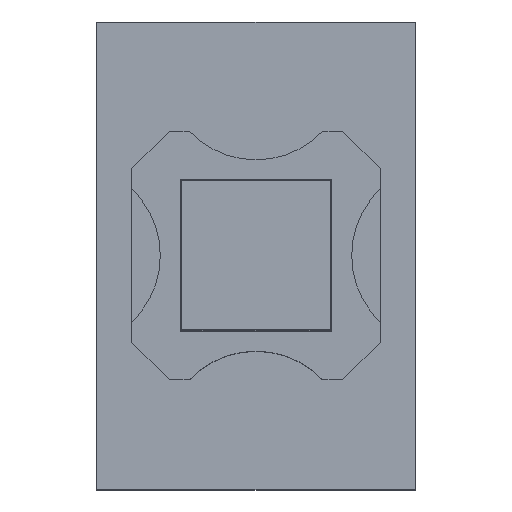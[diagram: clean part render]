
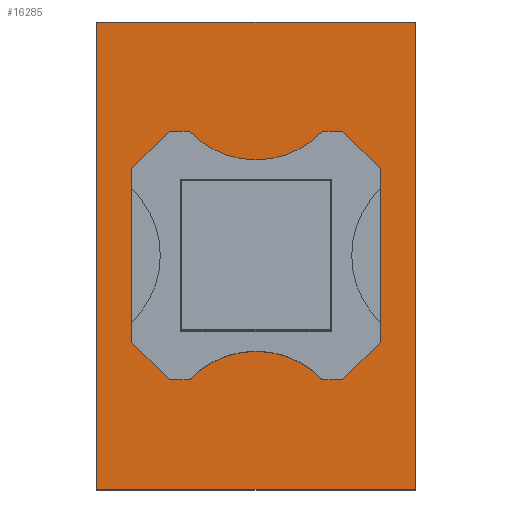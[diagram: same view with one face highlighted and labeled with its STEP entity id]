
A CAD part, top view. The second image highlights one B-rep face of the part: STEP entity #16285.
In plain terms, the highlighted planar face has unit normal (0, 0, 1).
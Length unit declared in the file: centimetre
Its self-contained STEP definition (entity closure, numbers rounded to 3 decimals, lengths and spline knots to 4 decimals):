
#183=FACE_BOUND('',#2029,.T.);
#500=CIRCLE('',#17079,0.371);
#501=CIRCLE('',#17081,0.371);
#1136=FACE_OUTER_BOUND('',#2028,.T.);
#2028=EDGE_LOOP('',(#12711,#12712,#12713,#12714));
#2029=EDGE_LOOP('',(#12715,#12716,#12717,#12718,#12719,#12720,#12721,#12722,
#12723,#12724,#12725,#12726));
#3344=LINE('',#26154,#5316);
#3395=LINE('',#26275,#5367);
#3397=LINE('',#26279,#5369);
#3400=LINE('',#26284,#5372);
#3404=LINE('',#26293,#5376);
#3406=LINE('',#26296,#5378);
#3408=LINE('',#26300,#5380);
#3410=LINE('',#26304,#5382);
#3411=LINE('',#26306,#5383);
#3413=LINE('',#26310,#5385);
#3414=LINE('',#26312,#5386);
#3415=LINE('',#26315,#5387);
#3416=LINE('',#26317,#5388);
#3417=LINE('',#26318,#5389);
#5316=VECTOR('',#19176,1.);
#5367=VECTOR('',#19281,1.);
#5369=VECTOR('',#19285,1.);
#5372=VECTOR('',#19290,1.);
#5376=VECTOR('',#19300,1.);
#5378=VECTOR('',#19304,1.);
#5380=VECTOR('',#19308,1.);
#5382=VECTOR('',#19312,1.);
#5383=VECTOR('',#19315,1.);
#5385=VECTOR('',#19319,1.);
#5386=VECTOR('',#19322,1.);
#5387=VECTOR('',#19325,1.);
#5388=VECTOR('',#19326,1.);
#5389=VECTOR('',#19327,1.);
#7212=VERTEX_POINT('',#26151);
#7213=VERTEX_POINT('',#26153);
#7252=VERTEX_POINT('',#26262);
#7253=VERTEX_POINT('',#26263);
#7254=VERTEX_POINT('',#26268);
#7255=VERTEX_POINT('',#26269);
#7256=VERTEX_POINT('',#26274);
#7257=VERTEX_POINT('',#26278);
#7258=VERTEX_POINT('',#26282);
#7259=VERTEX_POINT('',#26290);
#7260=VERTEX_POINT('',#26292);
#7261=VERTEX_POINT('',#26298);
#7262=VERTEX_POINT('',#26302);
#7263=VERTEX_POINT('',#26308);
#7264=VERTEX_POINT('',#26314);
#7265=VERTEX_POINT('',#26316);
#9134=EDGE_CURVE('',#7212,#7213,#3344,.T.);
#9187=EDGE_CURVE('',#7252,#7253,#500,.T.);
#9190=EDGE_CURVE('',#7254,#7255,#501,.T.);
#9193=EDGE_CURVE('',#7256,#7253,#3395,.T.);
#9195=EDGE_CURVE('',#7257,#7255,#3397,.T.);
#9198=EDGE_CURVE('',#7254,#7258,#3400,.T.);
#9202=EDGE_CURVE('',#7260,#7259,#3404,.T.);
#9204=EDGE_CURVE('',#7259,#7257,#3406,.T.);
#9206=EDGE_CURVE('',#7258,#7261,#3408,.T.);
#9208=EDGE_CURVE('',#7261,#7262,#3410,.T.);
#9209=EDGE_CURVE('',#7262,#7256,#3411,.T.);
#9211=EDGE_CURVE('',#7252,#7263,#3413,.T.);
#9212=EDGE_CURVE('',#7263,#7260,#3414,.T.);
#9213=EDGE_CURVE('',#7213,#7264,#3415,.T.);
#9214=EDGE_CURVE('',#7265,#7212,#3416,.T.);
#9215=EDGE_CURVE('',#7264,#7265,#3417,.T.);
#12711=ORIENTED_EDGE('',*,*,#9213,.F.);
#12712=ORIENTED_EDGE('',*,*,#9134,.F.);
#12713=ORIENTED_EDGE('',*,*,#9214,.F.);
#12714=ORIENTED_EDGE('',*,*,#9215,.F.);
#12715=ORIENTED_EDGE('',*,*,#9202,.T.);
#12716=ORIENTED_EDGE('',*,*,#9204,.T.);
#12717=ORIENTED_EDGE('',*,*,#9195,.T.);
#12718=ORIENTED_EDGE('',*,*,#9190,.F.);
#12719=ORIENTED_EDGE('',*,*,#9198,.T.);
#12720=ORIENTED_EDGE('',*,*,#9206,.T.);
#12721=ORIENTED_EDGE('',*,*,#9208,.T.);
#12722=ORIENTED_EDGE('',*,*,#9209,.T.);
#12723=ORIENTED_EDGE('',*,*,#9193,.T.);
#12724=ORIENTED_EDGE('',*,*,#9187,.F.);
#12725=ORIENTED_EDGE('',*,*,#9211,.T.);
#12726=ORIENTED_EDGE('',*,*,#9212,.T.);
#15502=PLANE('',#17094);
#16285=ADVANCED_FACE('',(#1136,#183),#15502,.T.);
#17079=AXIS2_PLACEMENT_3D('',#26264,#19269,#19270);
#17081=AXIS2_PLACEMENT_3D('',#26270,#19275,#19276);
#17094=AXIS2_PLACEMENT_3D('',#26313,#19323,#19324);
#19176=DIRECTION('',(0.,-1.,0.));
#19269=DIRECTION('center_axis',(0.,0.,-1.));
#19270=DIRECTION('ref_axis',(-0.724,-0.69,0.));
#19275=DIRECTION('center_axis',(0.,0.,-1.));
#19276=DIRECTION('ref_axis',(-0.724,-0.69,0.));
#19281=DIRECTION('',(1.,0.,0.));
#19285=DIRECTION('',(-1.,0.,0.));
#19290=DIRECTION('',(-1.,0.,0.));
#19300=DIRECTION('',(0.,-1.,0.));
#19304=DIRECTION('',(-0.707,-0.707,0.));
#19308=DIRECTION('',(-0.707,0.707,0.));
#19312=DIRECTION('',(0.,1.,0.));
#19315=DIRECTION('',(0.707,0.707,0.));
#19319=DIRECTION('',(1.,0.,0.));
#19322=DIRECTION('',(0.707,-0.707,0.));
#19323=DIRECTION('center_axis',(0.,0.,1.));
#19324=DIRECTION('ref_axis',(0.,-1.,0.));
#19325=DIRECTION('',(-1.,0.,0.));
#19326=DIRECTION('',(1.,0.,0.));
#19327=DIRECTION('',(0.,1.,0.));
#26151=CARTESIAN_POINT('',(0.64,0.94,1.45));
#26153=CARTESIAN_POINT('',(0.64,-0.94,1.45));
#26154=CARTESIAN_POINT('',(0.64,-0.94,1.45));
#26262=CARTESIAN_POINT('',(0.2685,0.5,1.45));
#26263=CARTESIAN_POINT('',(-0.2685,0.5,1.45));
#26264=CARTESIAN_POINT('Origin',(0.,0.756,1.45));
#26268=CARTESIAN_POINT('',(-0.2685,-0.5,1.45));
#26269=CARTESIAN_POINT('',(0.2685,-0.5,1.45));
#26270=CARTESIAN_POINT('Origin',(0.,-0.756,1.45));
#26274=CARTESIAN_POINT('',(-0.3485,0.5,1.45));
#26275=CARTESIAN_POINT('',(-0.1743,0.5,1.45));
#26278=CARTESIAN_POINT('',(0.3485,-0.5,1.45));
#26279=CARTESIAN_POINT('',(0.1743,-0.5,1.45));
#26282=CARTESIAN_POINT('',(-0.3485,-0.5,1.45));
#26284=CARTESIAN_POINT('',(0.1743,-0.5,1.45));
#26290=CARTESIAN_POINT('',(0.5,-0.3485,1.45));
#26292=CARTESIAN_POINT('',(0.5,0.3485,1.45));
#26293=CARTESIAN_POINT('',(0.5,0.1743,1.45));
#26296=CARTESIAN_POINT('',(0.4621,-0.3864,1.45));
#26298=CARTESIAN_POINT('',(-0.5,-0.3485,1.45));
#26300=CARTESIAN_POINT('',(-0.3864,-0.4621,1.45));
#26302=CARTESIAN_POINT('',(-0.5,0.3485,1.45));
#26304=CARTESIAN_POINT('',(-0.5,-0.1743,1.45));
#26306=CARTESIAN_POINT('',(-0.4621,0.3864,1.45));
#26308=CARTESIAN_POINT('',(0.3485,0.5,1.45));
#26310=CARTESIAN_POINT('',(-0.1743,0.5,1.45));
#26312=CARTESIAN_POINT('',(0.3864,0.4621,1.45));
#26313=CARTESIAN_POINT('Origin',(0.,0.,1.45));
#26314=CARTESIAN_POINT('',(-0.64,-0.94,1.45));
#26315=CARTESIAN_POINT('',(-0.64,-0.94,1.45));
#26316=CARTESIAN_POINT('',(-0.64,0.94,1.45));
#26317=CARTESIAN_POINT('',(0.64,0.94,1.45));
#26318=CARTESIAN_POINT('',(-0.64,0.94,1.45));
